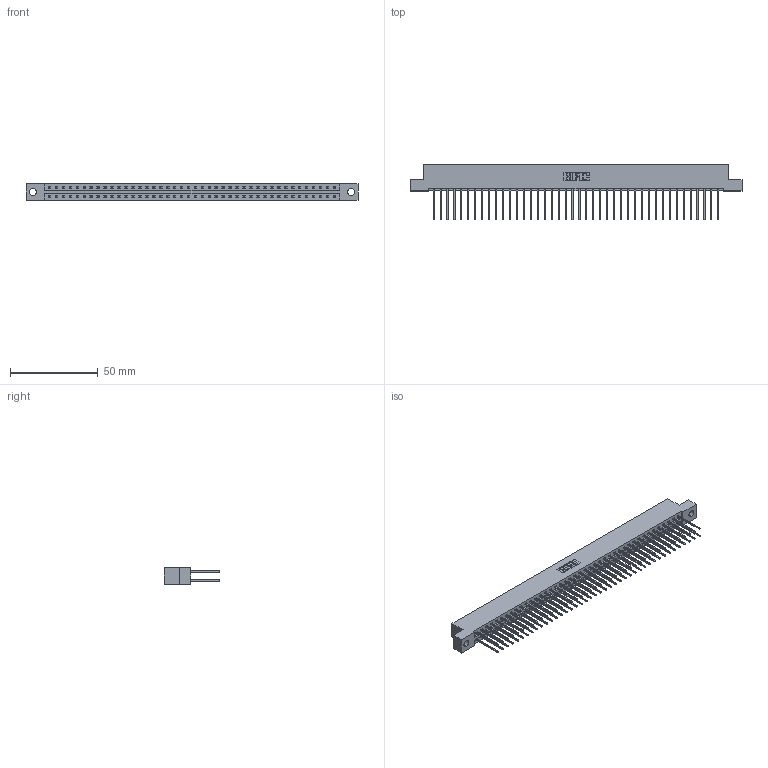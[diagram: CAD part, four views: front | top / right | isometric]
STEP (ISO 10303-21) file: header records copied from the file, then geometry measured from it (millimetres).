
FILE_DESCRIPTION (( 'STEP AP203' ), '1' );
FILE_NAME ('387-084-542-204.STEP', '2019-10-23T01:37:59', ( '' ), ( '' ), 'SwSTEP 2.0', 'SolidWorks 2016', '' );
FILE_SCHEMA (( 'CONFIG_CONTROL_DESIGN' ));
Length unit declared in the file: inch
Products named in the file (3): 337 Part_Flush Mounting Lugs - 0.156 Dia-TH; 387-084-542-204; 345-292-001_345-293-142
Assembly tree (85 placements, depth 2):
  387-084-542-204
    337 Part_Flush Mounting Lugs - 0.156 Dia-TH
    345-292-001_345-293-142  x84
Bounding box: 189.43 x 31.63 x 9.4 mm (x, y, z)
Volume: 20267.7 mm3; surface area: 24662.2 mm2
Topology: 85 solids, 85 shells, 4650 faces, 13835 edges, 9110 vertices
Faces by surface type: plane 3262, cylinder 1388
Entity records: 32585 total; most frequent: CARTESIAN_POINT 5490, ORIENTED_EDGE 5426, DIRECTION 4669, EDGE_CURVE 2713, LINE 2585, VECTOR 2585, VERTEX_POINT 1806, AXIS2_PLACEMENT_3D 1042
